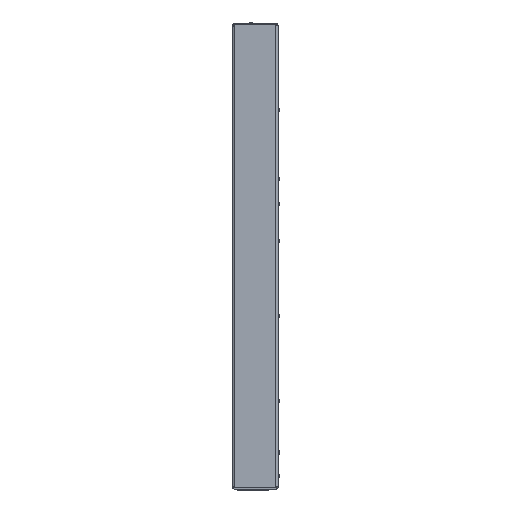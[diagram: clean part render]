
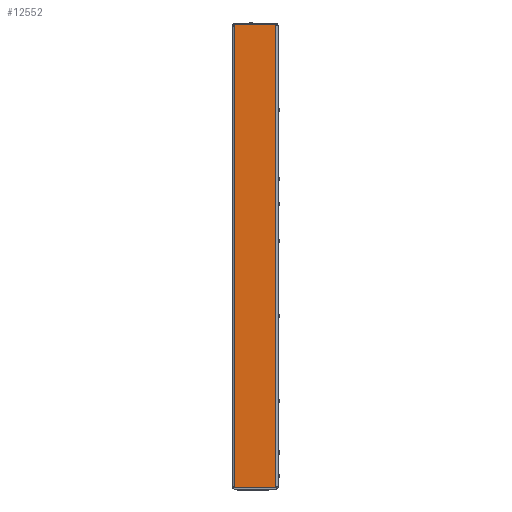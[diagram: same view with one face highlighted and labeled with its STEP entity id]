
A CAD part, left-side view. The second image highlights one B-rep face of the part: STEP entity #12552.
In plain terms, the highlighted planar face has unit normal (-1, 0, 0).
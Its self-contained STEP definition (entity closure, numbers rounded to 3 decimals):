
#253=DIRECTION('',(0.,0.,1.));
#254=VECTOR('',#253,447.6);
#255=CARTESIAN_POINT('',(-215.5,2.2,-223.8));
#256=LINE('',#255,#254);
#453=CARTESIAN_POINT('',(-215.5,42.25,223.8));
#455=DIRECTION('',(0.,0.,1.));
#456=VECTOR('',#455,447.6);
#457=CARTESIAN_POINT('',(-215.5,42.25,-223.8));
#458=LINE('',#457,#456);
#467=DIRECTION('',(0.,1.,0.));
#468=VECTOR('',#467,40.05);
#469=CARTESIAN_POINT('',(-215.5,2.2,-223.8));
#470=LINE('',#469,#468);
#471=DIRECTION('',(0.,-1.,0.));
#472=VECTOR('',#471,40.05);
#473=CARTESIAN_POINT('',(-215.5,42.25,223.8));
#474=LINE('',#473,#472);
#9509=VERTEX_POINT('',#453);
#9510=CARTESIAN_POINT('',(-215.5,42.25,-223.8));
#9511=VERTEX_POINT('',#9510);
#12017=CARTESIAN_POINT('',(-215.5,2.2,223.8));
#12019=VERTEX_POINT('',#12017);
#12029=CARTESIAN_POINT('',(-215.5,2.2,-223.8));
#12031=VERTEX_POINT('',#12029);
#12539=CARTESIAN_POINT('',(-215.5,0.,222.8));
#12540=DIRECTION('',(-1.,0.,0.));
#12541=DIRECTION('',(0.,0.,1.));
#12542=AXIS2_PLACEMENT_3D('',#12539,#12540,#12541);
#12543=PLANE('',#12542);
#12544=ORIENTED_EDGE('',*,*,#12206,.F.);
#12546=ORIENTED_EDGE('',*,*,#12545,.T.);
#12547=ORIENTED_EDGE('',*,*,#12532,.T.);
#12549=ORIENTED_EDGE('',*,*,#12548,.T.);
#12550=EDGE_LOOP('',(#12544,#12546,#12547,#12549));
#12551=FACE_OUTER_BOUND('',#12550,.F.);
#12206=EDGE_CURVE('',#12031,#12019,#256,.T.);
#12532=EDGE_CURVE('',#9511,#9509,#458,.T.);
#12545=EDGE_CURVE('',#12031,#9511,#470,.T.);
#12548=EDGE_CURVE('',#9509,#12019,#474,.T.);
#12552=ADVANCED_FACE('',(#12551),#12543,.T.);
